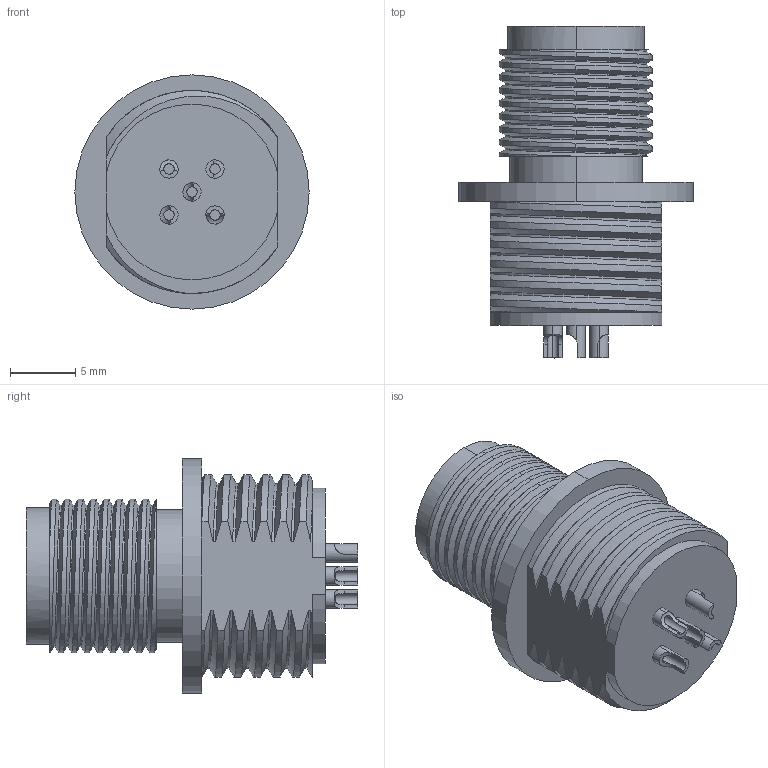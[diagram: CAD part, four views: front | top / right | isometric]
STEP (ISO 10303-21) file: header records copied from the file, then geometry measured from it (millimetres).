
FILE_DESCRIPTION (( 'STEP AP203' ), '1' );
FILE_NAME ('P189.STEP', '2020-03-31T06:09:41', ( 'edpusr' ), ( 'Microsoft' ), 'SwSTEP 2.0', 'SolidWorks 2015', '' );
FILE_SCHEMA (( 'CONFIG_CONTROL_DESIGN' ));
Length unit declared in the file: millimetre
Products named in the file (1): P189
Bounding box: 18 x 25.5 x 18 mm (x, y, z)
Volume: 2642.1 mm3; surface area: 2334.1 mm2
Topology: 6 solids, 6 shells, 208 faces, 546 edges, 355 vertices
Faces by surface type: cylinder 105, bspline 47, plane 44, cone 12
Entity records: 18992 total; most frequent: CARTESIAN_POINT 14518, ORIENTED_EDGE 1072, DIRECTION 699, EDGE_CURVE 536, VERTEX_POINT 355, AXIS2_PLACEMENT_3D 248, EDGE_LOOP 223, FACE_OUTER_BOUND 208
